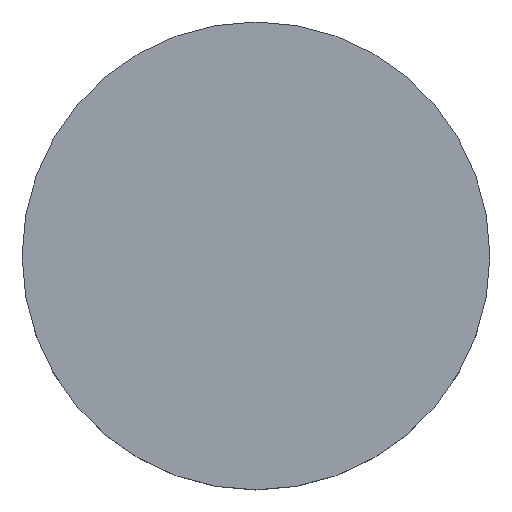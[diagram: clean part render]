
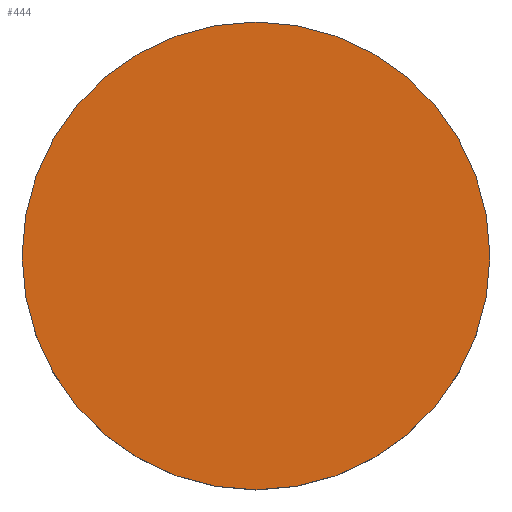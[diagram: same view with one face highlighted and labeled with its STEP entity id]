
A CAD part, top view. The second image highlights one B-rep face of the part: STEP entity #444.
In plain terms, the highlighted planar face has unit normal (0, 0, 1).
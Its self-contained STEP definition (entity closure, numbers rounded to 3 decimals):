
#419=CARTESIAN_POINT('POINT25',(-12.7,0.,5.08));
#420=VERTEX_POINT('VERTEX25',#419);
#421=CARTESIAN_POINT('POINT26',(12.7,0.,5.08));
#422=VERTEX_POINT('VERTEX26',#421);
#423=CARTESIAN_POINT('POS46',(0.,0.,5.08));
#424=DIRECTION('DIR77',(0.,0.,1.));
#425=DIRECTION('DIR78',(1.,0.,0.));
#426=AXIS2_PLACEMENT_3D('AXIS32',#423,#424,#425);
#427=CIRCLE('ELLIPSE19',#426,12.7);
#428=EDGE_CURVE('EDGE37',#420,#422,#427,.T.);
#429=ORIENTED_EDGE('COEDGE57',*,*,#428,.T.);
#430=CARTESIAN_POINT('POS47',(0.,0.,5.08));
#431=DIRECTION('DIR79',(0.,0.,1.));
#432=DIRECTION('DIR80',(1.,0.,0.));
#433=AXIS2_PLACEMENT_3D('AXIS33',#430,#431,#432);
#434=CIRCLE('ELLIPSE20',#433,12.7);
#435=EDGE_CURVE('EDGE38',#422,#420,#434,.T.);
#436=ORIENTED_EDGE('COEDGE58',*,*,#435,.T.);
#437=EDGE_LOOP('NONE',(#429,#436));
#438=FACE_BOUND('LOOP1',#437,.T.);
#439=CARTESIAN_POINT('POS48',(0.,0.,5.08));
#440=DIRECTION('DIR81',(0.,0.,1.));
#441=DIRECTION('DIR82',(1.,0.,0.));
#442=AXIS2_PLACEMENT_3D('AXIS34',#439,#440,#441);
#443=PLANE('PLANE3',#442);
#444=ADVANCED_FACE('FACE14',(#438),#443,.T.);
